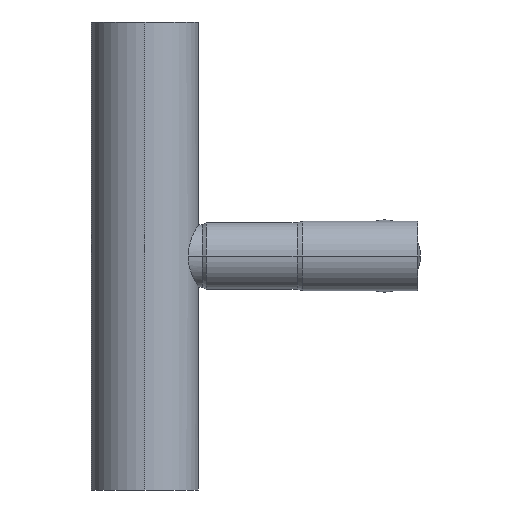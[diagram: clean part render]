
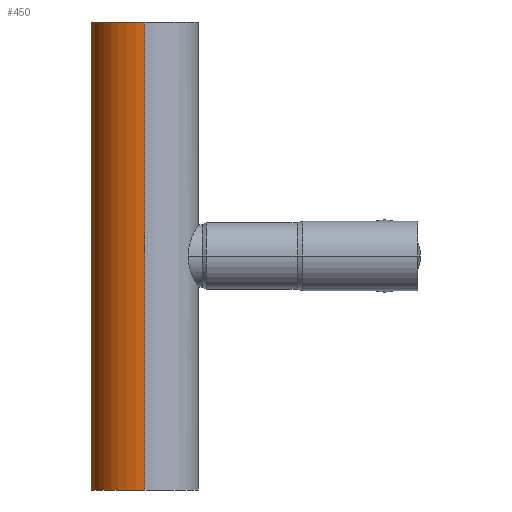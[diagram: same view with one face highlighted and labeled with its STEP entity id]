
A CAD part, left-side view. The second image highlights one B-rep face of the part: STEP entity #450.
In plain terms, the highlighted cylindrical face has radius 80 mm (diameter 160 mm), a partial arc.
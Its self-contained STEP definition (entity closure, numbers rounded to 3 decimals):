
#442 = ORIENTED_EDGE ( 'NONE', *, *, #455, .F. ) ;
#443 = VERTEX_POINT ( 'NONE', #811 ) ;
#444 = EDGE_CURVE ( 'NONE', #443, #447, #834, .T. ) ;
#445 = EDGE_CURVE ( 'NONE', #443, #446, #803, .T. ) ;
#446 = VERTEX_POINT ( 'NONE', #786 ) ;
#447 = VERTEX_POINT ( 'NONE', #810 ) ;
#449 = ORIENTED_EDGE ( 'NONE', *, *, #454, .T. ) ;
#450 = ADVANCED_FACE ( 'NONE', ( #862 ), #861, .T. ) ;
#451 = ORIENTED_EDGE ( 'NONE', *, *, #445, .F. ) ;
#453 = ORIENTED_EDGE ( 'NONE', *, *, #444, .T. ) ;
#454 = EDGE_CURVE ( 'NONE', #447, #456, #895, .T. ) ;
#455 = EDGE_CURVE ( 'NONE', #446, #456, #904, .T. ) ;
#456 = VERTEX_POINT ( 'NONE', #924 ) ;
#457 = EDGE_LOOP ( 'NONE', ( #451, #453, #449, #442 ) ) ;
#786 = CARTESIAN_POINT ( 'NONE',  ( -80., 357.999, 350. ) ) ;
#788 = CARTESIAN_POINT ( 'NONE',  ( 0., 357.999, 350. ) ) ;
#800 = AXIS2_PLACEMENT_3D ( 'NONE', #827, #859, #852 ) ;
#803 = CIRCLE ( 'NONE', #800, 80. ) ;
#804 = DIRECTION ( 'NONE',  ( 0., 0., -1. ) ) ;
#805 = AXIS2_PLACEMENT_3D ( 'NONE', #788, #804, #833 ) ;
#810 = CARTESIAN_POINT ( 'NONE',  ( 80., 357.999, -350. ) ) ;
#811 = CARTESIAN_POINT ( 'NONE',  ( 80., 357.999, 350. ) ) ;
#827 = CARTESIAN_POINT ( 'NONE',  ( 0., 357.999, 350. ) ) ;
#833 = DIRECTION ( 'NONE',  ( -1., 0., 0. ) ) ;
#834 = LINE ( 'NONE', #848, #847 ) ;
#847 = VECTOR ( 'NONE', #853, 1000. ) ;
#848 = CARTESIAN_POINT ( 'NONE',  ( 80., 357.999, 350. ) ) ;
#852 = DIRECTION ( 'NONE',  ( 1., 0., 0. ) ) ;
#853 = DIRECTION ( 'NONE',  ( 0., 0., -1. ) ) ;
#859 = DIRECTION ( 'NONE',  ( 0., 0., 1. ) ) ;
#861 = CYLINDRICAL_SURFACE ( 'NONE', #805, 80. ) ;
#862 = FACE_OUTER_BOUND ( 'NONE', #457, .T. ) ;
#864 = DIRECTION ( 'NONE',  ( 0., 0., 1. ) ) ;
#872 = CARTESIAN_POINT ( 'NONE',  ( 0., 357.999, -350. ) ) ;
#877 = AXIS2_PLACEMENT_3D ( 'NONE', #872, #864, #886 ) ;
#886 = DIRECTION ( 'NONE',  ( 1., 0., 0. ) ) ;
#895 = CIRCLE ( 'NONE', #877, 80. ) ;
#904 = LINE ( 'NONE', #920, #916 ) ;
#916 = VECTOR ( 'NONE', #919, 1000. ) ;
#919 = DIRECTION ( 'NONE',  ( 0., 0., -1. ) ) ;
#920 = CARTESIAN_POINT ( 'NONE',  ( -80., 357.999, 350. ) ) ;
#924 = CARTESIAN_POINT ( 'NONE',  ( -80., 357.999, -350. ) ) ;
